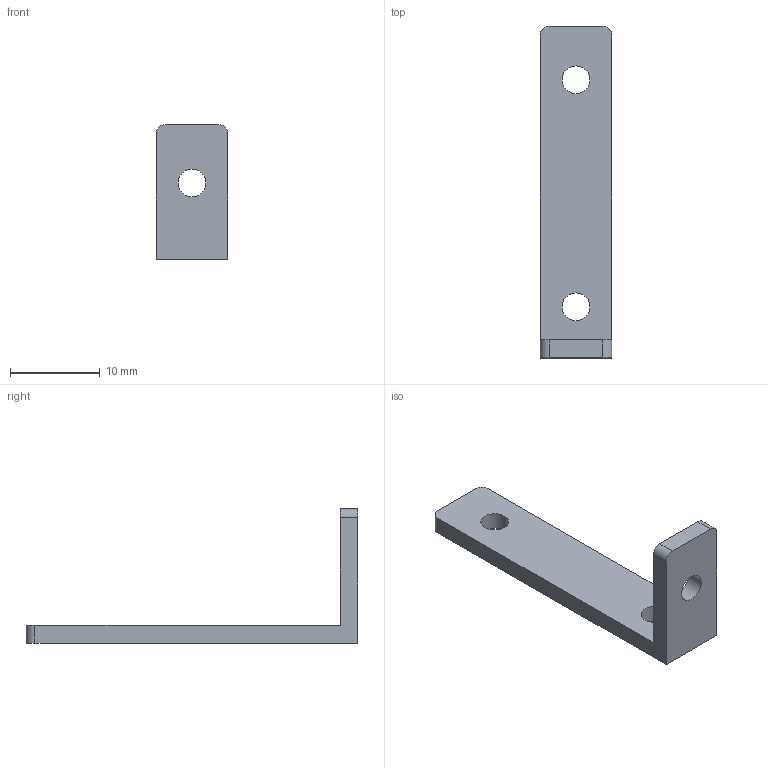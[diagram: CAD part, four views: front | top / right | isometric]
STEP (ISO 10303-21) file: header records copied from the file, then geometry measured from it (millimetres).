
FILE_DESCRIPTION (( 'STEP AP214' ), '1' );
FILE_NAME ('Equerre_PCB_01.STEP', '2019-02-27T15:36:30', ( '' ), ( '' ), 'SwSTEP 2.0', 'SolidWorks 2013', '' );
FILE_SCHEMA (( 'AUTOMOTIVE_DESIGN' ));
Length unit declared in the file: millimetre
Products named in the file (1): Equerre_PCB_01
Bounding box: 8 x 37 x 15 mm (x, y, z)
Volume: 753 mm3; surface area: 1040 mm2
Topology: 1 solids, 1 shells, 15 faces, 41 edges, 28 vertices
Faces by surface type: plane 8, cylinder 7
Full cylindrical faces by diameter (mm): 3.1 x3
Entity records: 498 total; most frequent: DIRECTION 82, CARTESIAN_POINT 78, ORIENTED_EDGE 72, EDGE_CURVE 36, AXIS2_PLACEMENT_3D 30, VERTEX_POINT 26, EDGE_LOOP 24, VECTOR 22
